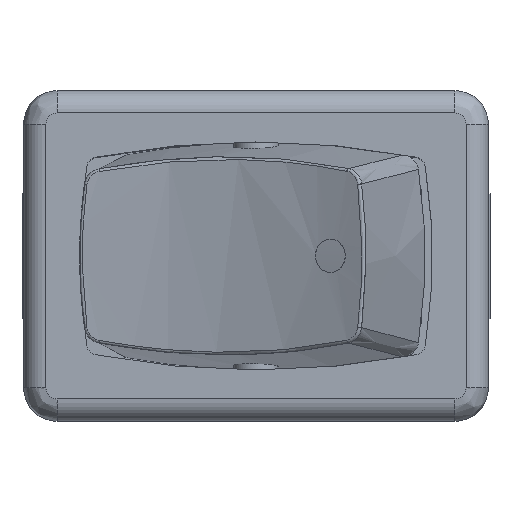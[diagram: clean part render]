
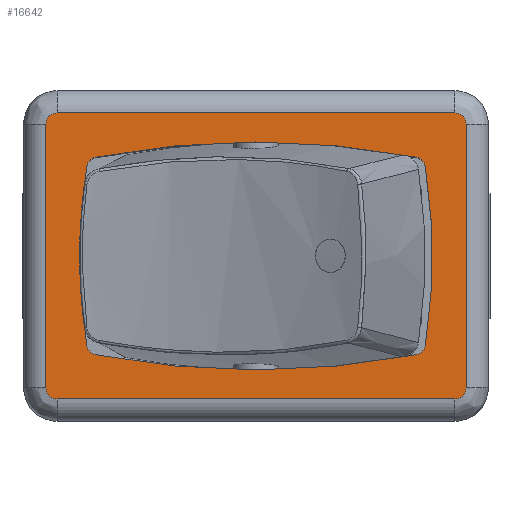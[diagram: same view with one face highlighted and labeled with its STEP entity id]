
A CAD part, top view. The second image highlights one B-rep face of the part: STEP entity #16642.
In plain terms, the highlighted planar face has unit normal (0, 0, 1).
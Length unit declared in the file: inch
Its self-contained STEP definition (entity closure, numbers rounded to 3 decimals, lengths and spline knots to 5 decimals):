
#409=FACE_BOUND('',#2916,.T.);
#495=CIRCLE('',#17333,1.50394);
#497=CIRCLE('',#17336,0.01969);
#499=CIRCLE('',#17339,0.98425);
#501=CIRCLE('',#17342,0.01969);
#503=CIRCLE('',#17345,1.50394);
#505=CIRCLE('',#17348,0.01969);
#507=CIRCLE('',#17351,0.98425);
#509=CIRCLE('',#17354,0.01969);
#513=CIRCLE('',#17360,0.01969);
#517=CIRCLE('',#17364,0.01969);
#521=CIRCLE('',#17370,0.01969);
#525=CIRCLE('',#17374,0.01969);
#1054=PLANE('',#17380);
#1939=FACE_OUTER_BOUND('',#2915,.T.);
#2915=EDGE_LOOP('',(#15675,#15676,#15677,#15678,#15679,#15680,#15681,#15682));
#2916=EDGE_LOOP('',(#15683,#15684,#15685,#15686,#15687,#15688,#15689,#15690));
#5201=LINE('',#30294,#6870);
#5203=LINE('',#30330,#6872);
#5206=LINE('',#30337,#6875);
#5208=LINE('',#30368,#6877);
#6870=VECTOR('',#20421,0.46457);
#6872=VECTOR('',#20441,0.70079);
#6875=VECTOR('',#20448,0.70079);
#6877=VECTOR('',#20464,0.46457);
#8448=VERTEX_POINT('',#30244);
#8449=VERTEX_POINT('',#30246);
#8451=VERTEX_POINT('',#30252);
#8453=VERTEX_POINT('',#30258);
#8455=VERTEX_POINT('',#30264);
#8457=VERTEX_POINT('',#30270);
#8459=VERTEX_POINT('',#30276);
#8461=VERTEX_POINT('',#30282);
#8463=VERTEX_POINT('',#30291);
#8464=VERTEX_POINT('',#30293);
#8467=VERTEX_POINT('',#30308);
#8468=VERTEX_POINT('',#30321);
#8471=VERTEX_POINT('',#30328);
#8472=VERTEX_POINT('',#30333);
#8475=VERTEX_POINT('',#30348);
#8476=VERTEX_POINT('',#30361);
#10835=EDGE_CURVE('',#8449,#8448,#495,.T.);
#10838=EDGE_CURVE('',#8451,#8449,#497,.T.);
#10841=EDGE_CURVE('',#8453,#8451,#499,.T.);
#10844=EDGE_CURVE('',#8455,#8453,#501,.T.);
#10847=EDGE_CURVE('',#8457,#8455,#503,.T.);
#10850=EDGE_CURVE('',#8459,#8457,#505,.T.);
#10853=EDGE_CURVE('',#8461,#8459,#507,.T.);
#10856=EDGE_CURVE('',#8448,#8461,#509,.T.);
#10858=EDGE_CURVE('',#8463,#8464,#5201,.T.);
#10862=EDGE_CURVE('',#8467,#8463,#513,.T.);
#10866=EDGE_CURVE('',#8464,#8468,#517,.T.);
#10868=EDGE_CURVE('',#8471,#8467,#5203,.T.);
#10872=EDGE_CURVE('',#8468,#8472,#5206,.T.);
#10874=EDGE_CURVE('',#8475,#8471,#521,.T.);
#10878=EDGE_CURVE('',#8472,#8476,#525,.T.);
#10880=EDGE_CURVE('',#8476,#8475,#5208,.T.);
#15675=ORIENTED_EDGE('',*,*,#10858,.F.);
#15676=ORIENTED_EDGE('',*,*,#10862,.F.);
#15677=ORIENTED_EDGE('',*,*,#10868,.F.);
#15678=ORIENTED_EDGE('',*,*,#10874,.F.);
#15679=ORIENTED_EDGE('',*,*,#10880,.F.);
#15680=ORIENTED_EDGE('',*,*,#10878,.F.);
#15681=ORIENTED_EDGE('',*,*,#10872,.F.);
#15682=ORIENTED_EDGE('',*,*,#10866,.F.);
#15683=ORIENTED_EDGE('',*,*,#10835,.T.);
#15684=ORIENTED_EDGE('',*,*,#10856,.T.);
#15685=ORIENTED_EDGE('',*,*,#10853,.T.);
#15686=ORIENTED_EDGE('',*,*,#10850,.T.);
#15687=ORIENTED_EDGE('',*,*,#10847,.T.);
#15688=ORIENTED_EDGE('',*,*,#10844,.T.);
#15689=ORIENTED_EDGE('',*,*,#10841,.T.);
#15690=ORIENTED_EDGE('',*,*,#10838,.T.);
#16642=ADVANCED_FACE('',(#1939,#409),#1054,.T.);
#17333=AXIS2_PLACEMENT_3D('',#30247,#20364,#20365);
#17336=AXIS2_PLACEMENT_3D('',#30253,#20371,#20372);
#17339=AXIS2_PLACEMENT_3D('',#30259,#20378,#20379);
#17342=AXIS2_PLACEMENT_3D('',#30265,#20385,#20386);
#17345=AXIS2_PLACEMENT_3D('',#30271,#20392,#20393);
#17348=AXIS2_PLACEMENT_3D('',#30277,#20399,#20400);
#17351=AXIS2_PLACEMENT_3D('',#30283,#20406,#20407);
#17354=AXIS2_PLACEMENT_3D('',#30287,#20413,#20414);
#17360=AXIS2_PLACEMENT_3D('',#30310,#20427,#20428);
#17364=AXIS2_PLACEMENT_3D('',#30325,#20435,#20436);
#17370=AXIS2_PLACEMENT_3D('',#30350,#20451,#20452);
#17374=AXIS2_PLACEMENT_3D('',#30365,#20459,#20460);
#17380=AXIS2_PLACEMENT_3D('',#30378,#20478,#20479);
#20364=DIRECTION('center_axis',(0.,0.,-1.));
#20365=DIRECTION('ref_axis',(-0.188,-0.982,0.));
#20371=DIRECTION('center_axis',(0.,0.,-1.));
#20372=DIRECTION('ref_axis',(0.188,-0.982,0.));
#20378=DIRECTION('center_axis',(0.,0.,-1.));
#20379=DIRECTION('ref_axis',(0.987,-0.16,0.));
#20385=DIRECTION('center_axis',(0.,0.,-1.));
#20386=DIRECTION('ref_axis',(0.987,0.16,0.));
#20392=DIRECTION('center_axis',(0.,0.,-1.));
#20393=DIRECTION('ref_axis',(0.188,0.982,0.));
#20399=DIRECTION('center_axis',(0.,0.,-1.));
#20400=DIRECTION('ref_axis',(-0.188,0.982,0.));
#20406=DIRECTION('center_axis',(0.,0.,-1.));
#20407=DIRECTION('ref_axis',(-0.987,0.16,0.));
#20413=DIRECTION('center_axis',(0.,0.,-1.));
#20414=DIRECTION('ref_axis',(-0.987,-0.16,0.));
#20421=DIRECTION('',(0.,1.,0.));
#20427=DIRECTION('center_axis',(0.,0.,-1.));
#20428=DIRECTION('ref_axis',(-0.707,-0.707,0.));
#20435=DIRECTION('center_axis',(0.,0.,-1.));
#20436=DIRECTION('ref_axis',(-0.707,0.707,0.));
#20441=DIRECTION('',(-1.,0.,0.));
#20448=DIRECTION('',(1.,0.,0.));
#20451=DIRECTION('center_axis',(0.,0.,-1.));
#20452=DIRECTION('ref_axis',(0.707,-0.707,0.));
#20459=DIRECTION('center_axis',(0.,0.,-1.));
#20460=DIRECTION('ref_axis',(0.707,0.707,0.));
#20464=DIRECTION('',(0.,-1.,0.));
#20478=DIRECTION('center_axis',(0.,0.,1.));
#20479=DIRECTION('ref_axis',(1.,0.,0.));
#30244=CARTESIAN_POINT('',(0.28256,0.17401,0.62992));
#30246=CARTESIAN_POINT('',(-0.28256,0.17401,0.62992));
#30247=CARTESIAN_POINT('Origin',(0.,-1.30315,0.62992));
#30252=CARTESIAN_POINT('',(-0.29829,0.15783,0.62992));
#30253=CARTESIAN_POINT('Origin',(-0.27886,0.15467,0.62992));
#30258=CARTESIAN_POINT('',(-0.29829,-0.15783,0.62992));
#30259=CARTESIAN_POINT('Origin',(0.67323,0.,0.62992));
#30264=CARTESIAN_POINT('',(-0.28256,-0.17401,0.62992));
#30265=CARTESIAN_POINT('Origin',(-0.27886,-0.15467,0.62992));
#30270=CARTESIAN_POINT('',(0.28256,-0.17401,0.62992));
#30271=CARTESIAN_POINT('Origin',(0.,1.30315,0.62992));
#30276=CARTESIAN_POINT('',(0.29829,-0.15783,0.62992));
#30277=CARTESIAN_POINT('Origin',(0.27886,-0.15467,0.62992));
#30282=CARTESIAN_POINT('',(0.29829,0.15783,0.62992));
#30283=CARTESIAN_POINT('Origin',(-0.67323,0.,0.62992));
#30287=CARTESIAN_POINT('Origin',(0.27886,0.15467,0.62992));
#30291=CARTESIAN_POINT('',(-0.37008,-0.23228,0.62992));
#30293=CARTESIAN_POINT('',(-0.37008,0.23228,0.62992));
#30294=CARTESIAN_POINT('',(-0.37008,-0.23228,0.62992));
#30308=CARTESIAN_POINT('',(-0.35039,-0.25197,0.62992));
#30310=CARTESIAN_POINT('Origin',(-0.35039,-0.23228,
0.62992));
#30321=CARTESIAN_POINT('',(-0.35039,0.25197,0.62992));
#30325=CARTESIAN_POINT('Origin',(-0.35039,0.23228,0.62992));
#30328=CARTESIAN_POINT('',(0.35039,-0.25197,0.62992));
#30330=CARTESIAN_POINT('',(0.35039,-0.25197,0.62992));
#30333=CARTESIAN_POINT('',(0.35039,0.25197,0.62992));
#30337=CARTESIAN_POINT('',(-0.35039,0.25197,0.62992));
#30348=CARTESIAN_POINT('',(0.37008,-0.23228,0.62992));
#30350=CARTESIAN_POINT('Origin',(0.35039,-0.23228,0.62992));
#30361=CARTESIAN_POINT('',(0.37008,0.23228,0.62992));
#30365=CARTESIAN_POINT('Origin',(0.35039,0.23228,0.62992));
#30368=CARTESIAN_POINT('',(0.37008,0.23228,0.62992));
#30378=CARTESIAN_POINT('Origin',(0.,0.,0.62992));
